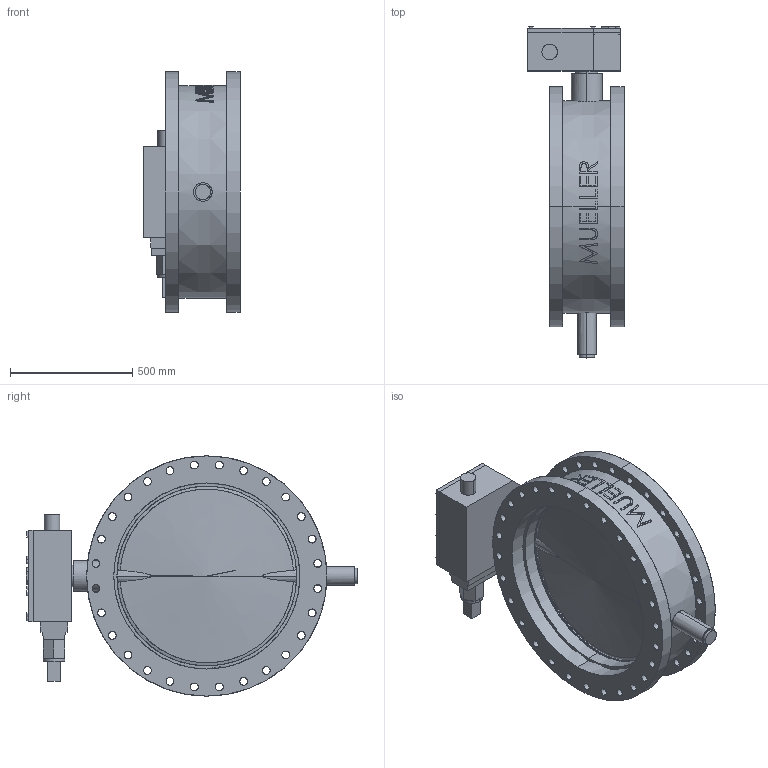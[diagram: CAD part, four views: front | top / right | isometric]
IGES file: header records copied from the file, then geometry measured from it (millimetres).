
Start section: SolidWorks IGES file using analytic representation for surfaces
Global section: file name: B_30.IGS; native system: SolidWorks 2012; preprocessor: SolidWorks 2012; author: CAD; date: 150330.181208; units: inch
Bounding box: 393.7 x 1359.92 x 984.25 mm (x, y, z)
Surface area: 5886455.4 mm2 (no closed solid volume)
Topology: 0 solids, 0 shells, 461 faces, 10295 edges, 10291 vertices
Faces by surface type: bspline 248, revolution 213
